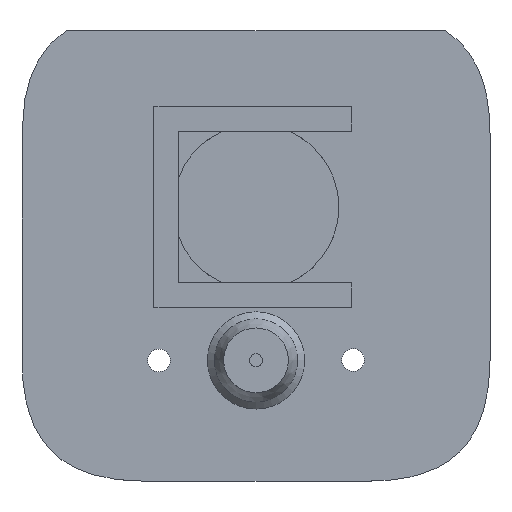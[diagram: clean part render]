
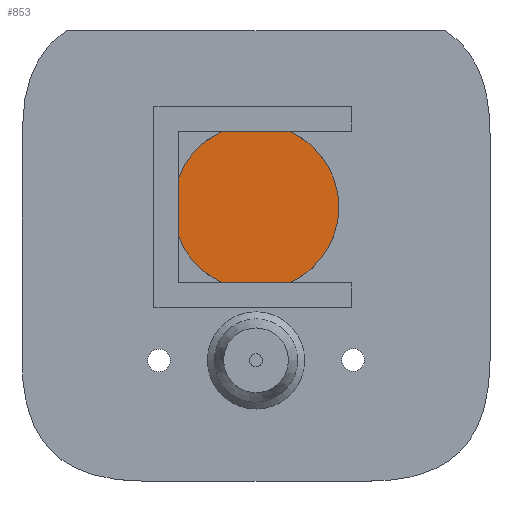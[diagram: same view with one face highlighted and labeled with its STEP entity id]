
A CAD part, top view. The second image highlights one B-rep face of the part: STEP entity #853.
In plain terms, the highlighted planar face has unit normal (0, 0, 1).
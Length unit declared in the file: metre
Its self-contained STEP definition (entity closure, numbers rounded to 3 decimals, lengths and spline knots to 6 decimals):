
#204=PLANE('',#929);
#240=ORIENTED_EDGE('',*,*,#480,.F.);
#480=EDGE_CURVE('',#601,#601,#686,.T.);
#601=VERTEX_POINT('',#1232);
#686=CIRCLE('',#927,0.0256);
#713=EDGE_LOOP('',(#240));
#779=FACE_BOUND('',#713,.T.);
#853=ADVANCED_FACE('',(#779),#204,.F.);
#927=AXIS2_PLACEMENT_3D('',#1231,#1001,#1002);
#929=AXIS2_PLACEMENT_3D('',#1235,#1005,#1006);
#1001=DIRECTION('',(0.,0.,-1.));
#1002=DIRECTION('',(-1.,0.,0.));
#1005=DIRECTION('',(0.,0.,-1.));
#1006=DIRECTION('',(1.,0.,0.));
#1231=CARTESIAN_POINT('',(0.002955,0.024253,0.001));
#1232=CARTESIAN_POINT('',(-0.022645,0.024253,0.001));
#1235=CARTESIAN_POINT('',(0.002953,0.009151,0.001));
